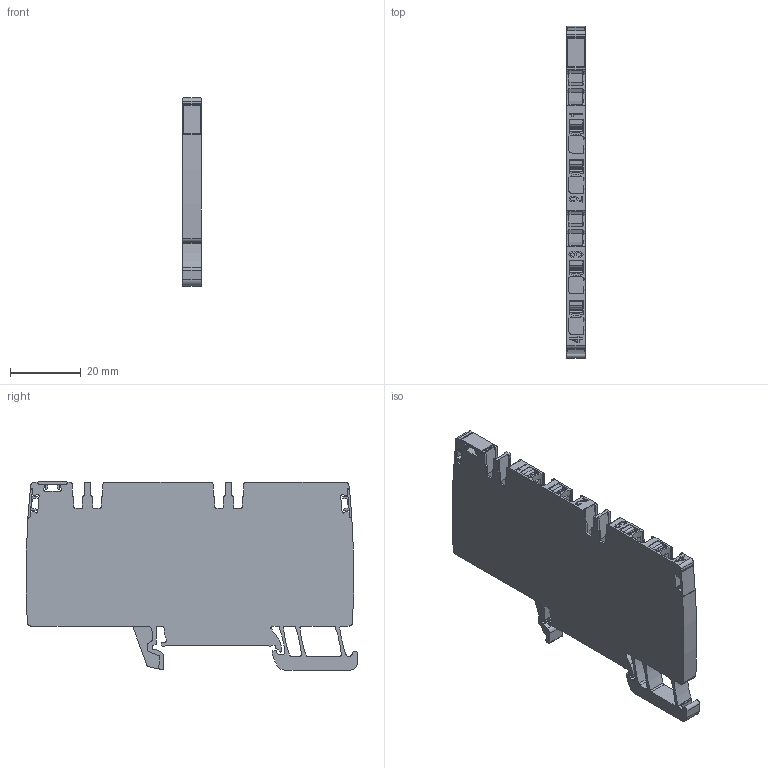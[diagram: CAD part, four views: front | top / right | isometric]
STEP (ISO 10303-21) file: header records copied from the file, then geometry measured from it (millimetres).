
FILE_DESCRIPTION(('CATIA V5R22 STEP214','CAx-IF Rec.Pracs.--- Model Styling and Organization---1.4--- 2014-01-23'),'2;1');
FILE_NAME ('1135670-2_1', '2019-07-05T12:04:16+00:00', ('Weidmueller Interface'), ('Weidmueller'), 'CATIA Version 5-6 Release 2016 SP3 HF44', 'CATIA V5 STEP AP214', 'none');
FILE_SCHEMA(('AUTOMOTIVE_DESIGN { 1 0 10303 214 1 1 1 1 }'));
Length unit declared in the file: millimetre
Products named in the file (1): 2675570000_AAP14_2-5_LI-LI_DL
Bounding box: 5.1 x 93.85 x 53.19 mm (x, y, z)
Volume: 18963.1 mm3; surface area: 12084.4 mm2
Topology: 8 solids, 8 shells, 882 faces, 2513 edges, 1665 vertices
Faces by surface type: plane 507, cylinder 313, extrusion 42, torus 20
Entity records: 28078 total; most frequent: CARTESIAN_POINT 5733, ORIENTED_EDGE 5026, DIRECTION 3888, EDGE_CURVE 2513, VECTOR 1806, LINE 1764, VERTEX_POINT 1665, AXIS2_PLACEMENT_3D 1366
